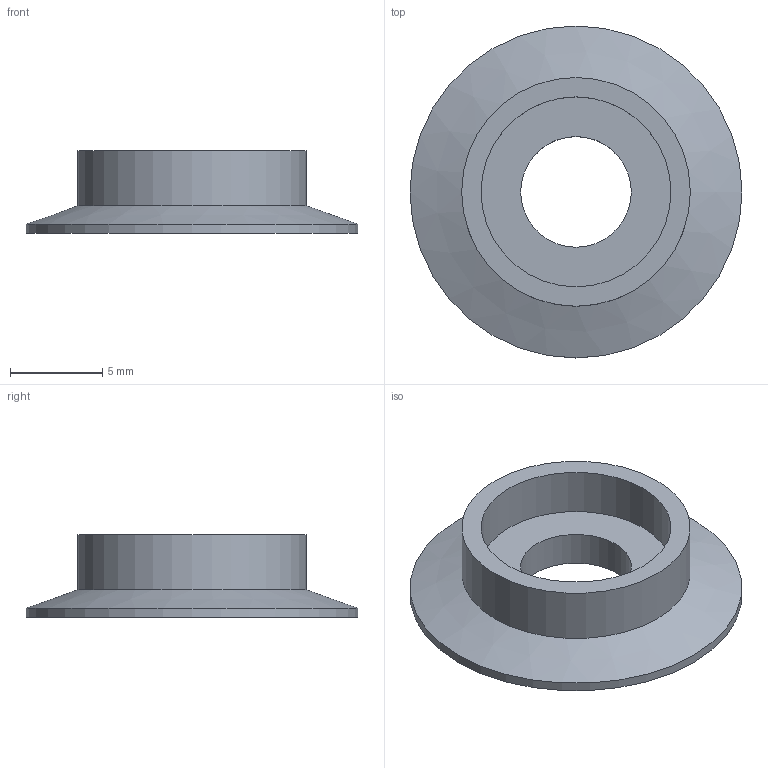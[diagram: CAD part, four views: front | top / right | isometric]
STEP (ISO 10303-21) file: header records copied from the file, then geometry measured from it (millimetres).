
FILE_DESCRIPTION(('FreeCAD Model'),'2;1');
FILE_NAME( 'belt-guide.stp', '2014-10-18T19:29:03',('FreeCAD'),('FreeCAD'), 'Open CASCADE STEP processor 6.7','FreeCAD','Unknown');
FILE_SCHEMA(('AUTOMOTIVE_DESIGN_CC2 { 1 2 10303 214 -1 1 5 4 }'));
Length unit declared in the file: millimetre
Products named in the file (1): belt-guide-final
Bounding box: 18 x 18 x 4.5 mm (x, y, z)
Volume: 402.7 mm3; surface area: 725.7 mm2
Topology: 1 solids, 1 shells, 8 faces, 13 edges, 8 vertices
Faces by surface type: cylinder 4, plane 3, cone 1
Full cylindrical faces by diameter (mm): 6 x1, 10.3 x1, 12.4 x1, 18 x1
Entity records: 383 total; most frequent: DIRECTION 65, CARTESIAN_POINT 56, ORIENTED_EDGE 26, PCURVE 26, DEFINITIONAL_REPRESENTATION 26, LINE 25, VECTOR 25, AXIS2_PLACEMENT_3D 17
